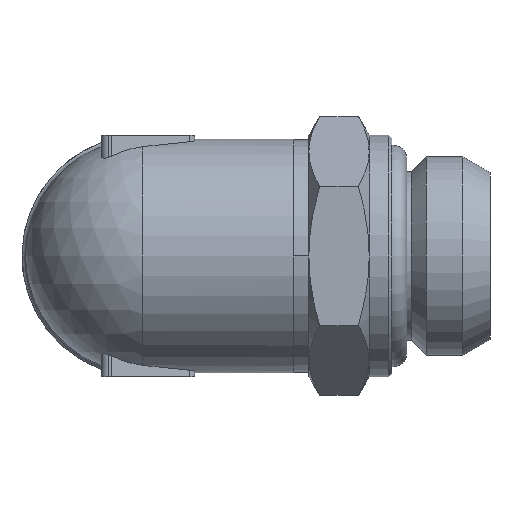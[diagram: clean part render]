
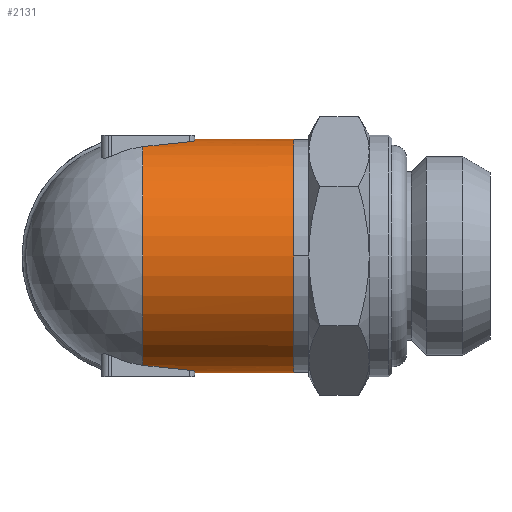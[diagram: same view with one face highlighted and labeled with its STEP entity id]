
A CAD part, left-side view. The second image highlights one B-rep face of the part: STEP entity #2131.
In plain terms, the highlighted cylindrical face has radius 7.75 mm (diameter 15.5 mm), a partial arc.
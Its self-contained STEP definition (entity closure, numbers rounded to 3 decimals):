
#47 = CARTESIAN_POINT ( 'NONE',  ( -1.677, -3.112, -7.566 ) ) ;
#70 = CARTESIAN_POINT ( 'NONE',  ( 0., -10., 7.75 ) ) ;
#99 = CYLINDRICAL_SURFACE ( 'NONE', #3845, 7.75 ) ;
#116 = VERTEX_POINT ( 'NONE', #2708 ) ;
#240 = EDGE_CURVE ( 'NONE', #4328, #3868, #960, .T. ) ;
#293 = DIRECTION ( 'NONE',  ( 1., 0., 0. ) ) ;
#301 = ORIENTED_EDGE ( 'NONE', *, *, #827, .F. ) ;
#328 = CARTESIAN_POINT ( 'NONE',  ( -1.606, -3.256, -7.582 ) ) ;
#382 = FACE_OUTER_BOUND ( 'NONE', #1219, .T. ) ;
#433 = CARTESIAN_POINT ( 'NONE',  ( -1.492, -3.365, -7.605 ) ) ;
#435 = CARTESIAN_POINT ( 'NONE',  ( 0., 7.973, 0. ) ) ;
#457 = CARTESIAN_POINT ( 'NONE',  ( -2.752, 0., 7.245 ) ) ;
#500 = CARTESIAN_POINT ( 'NONE',  ( 0., -2.639, -7.75 ) ) ;
#624 = ORIENTED_EDGE ( 'NONE', *, *, #2793, .F. ) ;
#654 = EDGE_CURVE ( 'NONE', #930, #4644, #1312, .T. ) ;
#691 = ORIENTED_EDGE ( 'NONE', *, *, #2618, .F. ) ;
#738 = DIRECTION ( 'NONE',  ( 0., -1., 0. ) ) ;
#803 = CARTESIAN_POINT ( 'NONE',  ( 0., -2.639, 7.75 ) ) ;
#827 = EDGE_CURVE ( 'NONE', #4883, #1531, #2427, .T. ) ;
#901 = VERTEX_POINT ( 'NONE', #457 ) ;
#930 = VERTEX_POINT ( 'NONE', #70 ) ;
#960 = LINE ( 'NONE', #4425, #4393 ) ;
#1060 =( BOUNDED_CURVE ( )  B_SPLINE_CURVE ( 3, ( #4458, #4925, #1519, #1473 ),
 .UNSPECIFIED., .F., .T. ) 
 B_SPLINE_CURVE_WITH_KNOTS ( ( 4, 4 ),
 ( 4.93, 5.075 ),
 .UNSPECIFIED. ) 
 CURVE ( )  GEOMETRIC_REPRESENTATION_ITEM ( )  RATIONAL_B_SPLINE_CURVE ( ( 1., 0.998, 0.998, 1. ) ) 
 REPRESENTATION_ITEM ( '' )  );
#1073 = CARTESIAN_POINT ( 'NONE',  ( -2.042, -2.053, 7.485 ) ) ;
#1120 = CIRCLE ( 'NONE', #1529, 7.75 ) ;
#1218 = CARTESIAN_POINT ( 'NONE',  ( -2.752, 0., -7.245 ) ) ;
#1219 = EDGE_LOOP ( 'NONE', ( #4859, #1670, #2821, #1315, #301, #3040, #2633, #691, #3660, #624 ) ) ;
#1312 = LINE ( 'NONE', #4102, #2573 ) ;
#1315 = ORIENTED_EDGE ( 'NONE', *, *, #3365, .F. ) ;
#1473 = CARTESIAN_POINT ( 'NONE',  ( -2.752, 0., -7.245 ) ) ;
#1504 = DIRECTION ( 'NONE',  ( 0., 0., 1. ) ) ;
#1519 = CARTESIAN_POINT ( 'NONE',  ( -2.401, -1.014, -7.378 ) ) ;
#1528 = CARTESIAN_POINT ( 'NONE',  ( -1.624, -3.264, 7.578 ) ) ;
#1529 = AXIS2_PLACEMENT_3D ( 'NONE', #2278, #738, #293 ) ;
#1531 = VERTEX_POINT ( 'NONE', #2458 ) ;
#1598 = CARTESIAN_POINT ( 'NONE',  ( 0., -10., -7.75 ) ) ;
#1612 =( BOUNDED_CURVE ( )  B_SPLINE_CURVE ( 3, ( #4348, #2681, #2706, #2250 ),
 .UNSPECIFIED., .F., .T. ) 
 B_SPLINE_CURVE_WITH_KNOTS ( ( 4, 4 ),
 ( 1.571, 1.687 ),
 .UNSPECIFIED. ) 
 CURVE ( )  GEOMETRIC_REPRESENTATION_ITEM ( )  RATIONAL_B_SPLINE_CURVE ( ( 1., 0.999, 0.999, 1. ) ) 
 REPRESENTATION_ITEM ( '' )  );
#1670 = ORIENTED_EDGE ( 'NONE', *, *, #4129, .F. ) ;
#1766 = DIRECTION ( 'NONE',  ( 0., 1., 0. ) ) ;
#1813 = CARTESIAN_POINT ( 'NONE',  ( -1.497, -3.383, 7.606 ) ) ;
#1866 = CARTESIAN_POINT ( 'NONE',  ( -2.401, -1.014, 7.378 ) ) ;
#1869 = CARTESIAN_POINT ( 'NONE',  ( -1.651, -3.187, -7.572 ) ) ;
#1888 = DIRECTION ( 'NONE',  ( 0., 1., 0. ) ) ;
#1967 = CARTESIAN_POINT ( 'NONE',  ( -1.677, -3.112, -7.566 ) ) ;
#2103 = B_SPLINE_CURVE_WITH_KNOTS ( 'NONE', 3,
 ( #3457, #4156, #2719, #2238, #433, #328, #1869, #1967 ),
 .UNSPECIFIED., .F., .F.,
 ( 4, 2, 2, 4 ),
 ( 0.002, 0.003, 0.003, 0.003 ),
 .UNSPECIFIED. ) ;
#2131 = ADVANCED_FACE ( 'NONE', ( #382 ), #99, .T. ) ;
#2197 = AXIS2_PLACEMENT_3D ( 'NONE', #3735, #1888, #1504 ) ;
#2238 = CARTESIAN_POINT ( 'NONE',  ( -1.421, -3.406, -7.619 ) ) ;
#2250 = CARTESIAN_POINT ( 'NONE',  ( -0.895, -3.342, -7.698 ) ) ;
#2278 = CARTESIAN_POINT ( 'NONE',  ( 0., -10., 0. ) ) ;
#2392 = EDGE_CURVE ( 'NONE', #2944, #901, #2516, .T. ) ;
#2420 = CARTESIAN_POINT ( 'NONE',  ( -0.895, -3.342, 7.698 ) ) ;
#2427 = B_SPLINE_CURVE_WITH_KNOTS ( 'NONE', 3,
 ( #3372, #1528, #1813, #4609, #4910, #3346, #2953, #2977 ),
 .UNSPECIFIED., .F., .F.,
 ( 4, 2, 2, 4 ),
 ( 0., 0.001, 0.001, 0.001 ),
 .UNSPECIFIED. ) ;
#2447 = CARTESIAN_POINT ( 'NONE',  ( -0.299, -2.874, 7.75 ) ) ;
#2458 = CARTESIAN_POINT ( 'NONE',  ( -0.895, -3.342, 7.698 ) ) ;
#2508 = DIRECTION ( 'NONE',  ( 0., 1., 0. ) ) ;
#2516 = CIRCLE ( 'NONE', #2197, 7.75 ) ;
#2573 = VECTOR ( 'NONE', #1766, 1000. ) ;
#2618 = EDGE_CURVE ( 'NONE', #4616, #2944, #1060, .T. ) ;
#2633 = ORIENTED_EDGE ( 'NONE', *, *, #2392, .F. ) ;
#2681 = CARTESIAN_POINT ( 'NONE',  ( -0.299, -2.874, -7.75 ) ) ;
#2706 = CARTESIAN_POINT ( 'NONE',  ( -0.598, -3.109, -7.733 ) ) ;
#2708 = CARTESIAN_POINT ( 'NONE',  ( -0.895, -3.342, -7.698 ) ) ;
#2719 = CARTESIAN_POINT ( 'NONE',  ( -1.193, -3.473, -7.659 ) ) ;
#2793 = EDGE_CURVE ( 'NONE', #3868, #116, #1612, .T. ) ;
#2821 = ORIENTED_EDGE ( 'NONE', *, *, #654, .T. ) ;
#2944 = VERTEX_POINT ( 'NONE', #1218 ) ;
#2953 = CARTESIAN_POINT ( 'NONE',  ( -0.958, -3.391, 7.691 ) ) ;
#2977 = CARTESIAN_POINT ( 'NONE',  ( -0.895, -3.342, 7.698 ) ) ;
#2984 = CARTESIAN_POINT ( 'NONE',  ( -2.752, 0., 7.245 ) ) ;
#3029 = CARTESIAN_POINT ( 'NONE',  ( -1.677, -3.112, 7.566 ) ) ;
#3040 = ORIENTED_EDGE ( 'NONE', *, *, #4807, .F. ) ;
#3171 = DIRECTION ( 'NONE',  ( 0., 1., 0. ) ) ;
#3195 = CARTESIAN_POINT ( 'NONE',  ( -0.598, -3.109, 7.733 ) ) ;
#3346 = CARTESIAN_POINT ( 'NONE',  ( -1.032, -3.425, 7.681 ) ) ;
#3365 = EDGE_CURVE ( 'NONE', #1531, #4644, #4023, .T. ) ;
#3372 = CARTESIAN_POINT ( 'NONE',  ( -1.677, -3.112, 7.566 ) ) ;
#3457 = CARTESIAN_POINT ( 'NONE',  ( -0.895, -3.342, -7.698 ) ) ;
#3660 = ORIENTED_EDGE ( 'NONE', *, *, #4471, .F. ) ;
#3735 = CARTESIAN_POINT ( 'NONE',  ( 0., 0., 0. ) ) ;
#3845 = AXIS2_PLACEMENT_3D ( 'NONE', #435, #3171, #4709 ) ;
#3868 = VERTEX_POINT ( 'NONE', #500 ) ;
#3937 = CARTESIAN_POINT ( 'NONE',  ( 0., -2.639, 7.75 ) ) ;
#4023 =( BOUNDED_CURVE ( )  B_SPLINE_CURVE ( 3, ( #2420, #3195, #2447, #3937 ),
 .UNSPECIFIED., .F., .T. ) 
 B_SPLINE_CURVE_WITH_KNOTS ( ( 4, 4 ),
 ( 4.597, 4.712 ),
 .UNSPECIFIED. ) 
 CURVE ( )  GEOMETRIC_REPRESENTATION_ITEM ( )  RATIONAL_B_SPLINE_CURVE ( ( 1., 0.999, 0.999, 1. ) ) 
 REPRESENTATION_ITEM ( '' )  );
#4102 = CARTESIAN_POINT ( 'NONE',  ( 0., 7.973, 7.75 ) ) ;
#4129 = EDGE_CURVE ( 'NONE', #930, #4328, #1120, .T. ) ;
#4156 = CARTESIAN_POINT ( 'NONE',  ( -1.022, -3.441, -7.683 ) ) ;
#4250 = CARTESIAN_POINT ( 'NONE',  ( -1.677, -3.112, 7.566 ) ) ;
#4328 = VERTEX_POINT ( 'NONE', #1598 ) ;
#4348 = CARTESIAN_POINT ( 'NONE',  ( 0., -2.639, -7.75 ) ) ;
#4393 = VECTOR ( 'NONE', #2508, 1000. ) ;
#4425 = CARTESIAN_POINT ( 'NONE',  ( 0., 7.973, -7.75 ) ) ;
#4458 = CARTESIAN_POINT ( 'NONE',  ( -1.677, -3.112, -7.566 ) ) ;
#4471 = EDGE_CURVE ( 'NONE', #116, #4616, #2103, .T. ) ;
#4609 = CARTESIAN_POINT ( 'NONE',  ( -1.269, -3.45, 7.646 ) ) ;
#4616 = VERTEX_POINT ( 'NONE', #47 ) ;
#4644 = VERTEX_POINT ( 'NONE', #803 ) ;
#4709 = DIRECTION ( 'NONE',  ( 0., 0., 1. ) ) ;
#4728 =( BOUNDED_CURVE ( )  B_SPLINE_CURVE ( 3, ( #2984, #1866, #1073, #3029 ),
 .UNSPECIFIED., .F., .T. ) 
 B_SPLINE_CURVE_WITH_KNOTS ( ( 4, 4 ),
 ( 1.208, 1.353 ),
 .UNSPECIFIED. ) 
 CURVE ( )  GEOMETRIC_REPRESENTATION_ITEM ( )  RATIONAL_B_SPLINE_CURVE ( ( 1., 0.998, 0.998, 1. ) ) 
 REPRESENTATION_ITEM ( '' )  );
#4807 = EDGE_CURVE ( 'NONE', #901, #4883, #4728, .T. ) ;
#4859 = ORIENTED_EDGE ( 'NONE', *, *, #240, .F. ) ;
#4883 = VERTEX_POINT ( 'NONE', #4250 ) ;
#4910 = CARTESIAN_POINT ( 'NONE',  ( -1.188, -3.454, 7.659 ) ) ;
#4925 = CARTESIAN_POINT ( 'NONE',  ( -2.042, -2.053, -7.485 ) ) ;
